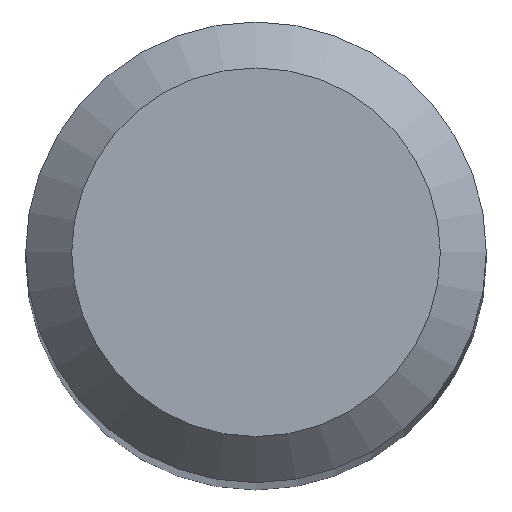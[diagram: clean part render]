
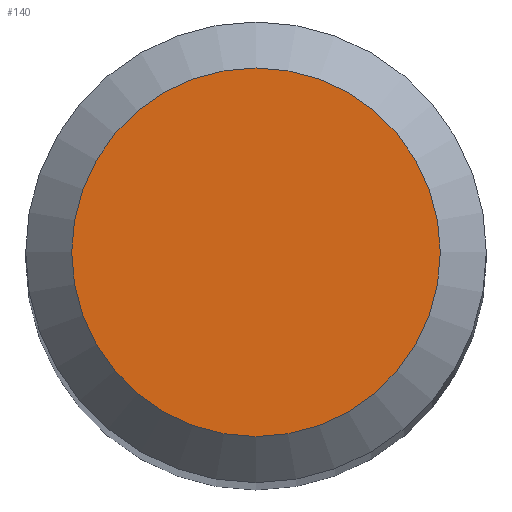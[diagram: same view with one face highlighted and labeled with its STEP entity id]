
A CAD part, top view. The second image highlights one B-rep face of the part: STEP entity #140.
In plain terms, the highlighted planar face has unit normal (0, 0, 1).
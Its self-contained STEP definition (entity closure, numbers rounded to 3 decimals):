
#9 = AXIS2_PLACEMENT_3D ( 'NONE', #266, #129, #179 ) ;
#44 = VERTEX_POINT ( 'NONE', #133 ) ;
#86 = EDGE_CURVE ( 'NONE', #44, #44, #167, .T. ) ;
#106 = ORIENTED_EDGE ( 'NONE', *, *, #86, .F. ) ;
#110 = CARTESIAN_POINT ( 'NONE',  ( 0., 0., 50. ) ) ;
#121 = EDGE_LOOP ( 'NONE', ( #106 ) ) ;
#129 = DIRECTION ( 'NONE',  ( 0., 0., -1. ) ) ;
#133 = CARTESIAN_POINT ( 'NONE',  ( 0., 1.2, 50. ) ) ;
#140 = ADVANCED_FACE ( 'NONE', ( #198 ), #197, .F. ) ;
#150 = DIRECTION ( 'NONE',  ( 0., 0., -1. ) ) ;
#167 = CIRCLE ( 'NONE', #303, 1.2 ) ;
#176 = DIRECTION ( 'NONE',  ( 0., 1., 0. ) ) ;
#179 = DIRECTION ( 'NONE',  ( 0., 1., 0. ) ) ;
#197 = PLANE ( 'NONE',  #9 ) ;
#198 = FACE_OUTER_BOUND ( 'NONE', #121, .T. ) ;
#266 = CARTESIAN_POINT ( 'NONE',  ( 0., 0., 50. ) ) ;
#303 = AXIS2_PLACEMENT_3D ( 'NONE', #110, #150, #176 ) ;
